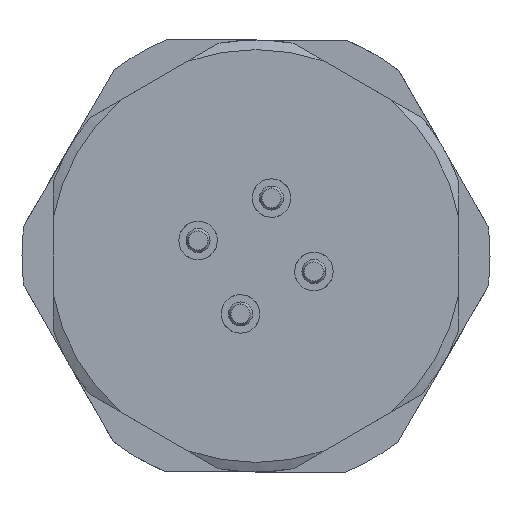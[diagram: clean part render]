
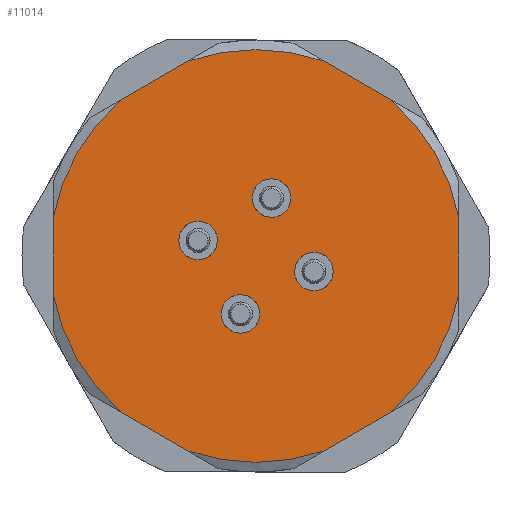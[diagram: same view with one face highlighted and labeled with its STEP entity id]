
A CAD part, front view. The second image highlights one B-rep face of the part: STEP entity #11014.
In plain terms, the highlighted planar face has unit normal (0, -1, 0).
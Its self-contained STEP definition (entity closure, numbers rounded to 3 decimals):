
#2872=CARTESIAN_POINT('',(5.61,-7.85,6.518));
#2874=CARTESIAN_POINT('',(2.84,-7.85,8.118));
#2894=CARTESIAN_POINT('',(0.,-7.85,0.));
#2895=DIRECTION('',(0.,1.,0.));
#2896=DIRECTION('',(0.652,0.,0.758));
#2897=AXIS2_PLACEMENT_3D('',#2894,#2895,#2896);
#2899=DIRECTION('',(0.,0.,-1.));
#2900=VECTOR('',#2899,3.198);
#2901=CARTESIAN_POINT('',(8.45,-7.85,1.599));
#2902=LINE('',#2901,#2900);
#2903=CARTESIAN_POINT('',(0.,-7.85,0.));
#2904=DIRECTION('',(0.,1.,0.));
#2905=DIRECTION('',(0.983,0.,-0.186));
#2906=AXIS2_PLACEMENT_3D('',#2903,#2904,#2905);
#2908=DIRECTION('',(-0.866,0.,-0.5));
#2909=VECTOR('',#2908,3.198);
#2910=CARTESIAN_POINT('',(5.61,-7.85,-6.518));
#2911=LINE('',#2910,#2909);
#2912=CARTESIAN_POINT('',(0.,-7.85,0.));
#2913=DIRECTION('',(0.,1.,0.));
#2914=DIRECTION('',(0.33,0.,-0.944));
#2915=AXIS2_PLACEMENT_3D('',#2912,#2913,#2914);
#2917=DIRECTION('',(-0.866,0.,0.5));
#2918=VECTOR('',#2917,3.198);
#2919=CARTESIAN_POINT('',(-2.84,-7.85,-8.118));
#2920=LINE('',#2919,#2918);
#2921=CARTESIAN_POINT('',(0.,-7.85,0.));
#2922=DIRECTION('',(0.,1.,0.));
#2923=DIRECTION('',(-0.652,0.,-0.758));
#2924=AXIS2_PLACEMENT_3D('',#2921,#2922,#2923);
#2926=DIRECTION('',(0.,0.,1.));
#2927=VECTOR('',#2926,3.198);
#2928=CARTESIAN_POINT('',(-8.45,-7.85,-1.599));
#2929=LINE('',#2928,#2927);
#2930=CARTESIAN_POINT('',(0.,-7.85,0.));
#2931=DIRECTION('',(0.,1.,0.));
#2932=DIRECTION('',(-0.983,0.,0.186));
#2933=AXIS2_PLACEMENT_3D('',#2930,#2931,#2932);
#2935=DIRECTION('',(0.866,0.,0.5));
#2936=VECTOR('',#2935,3.198);
#2937=CARTESIAN_POINT('',(-5.61,-7.85,6.518));
#2938=LINE('',#2937,#2936);
#2939=CARTESIAN_POINT('',(0.,-7.85,0.));
#2940=DIRECTION('',(0.,1.,0.));
#2941=DIRECTION('',(-0.33,0.,0.944));
#2942=AXIS2_PLACEMENT_3D('',#2939,#2940,#2941);
#2944=DIRECTION('',(0.866,0.,-0.5));
#2945=VECTOR('',#2944,3.198);
#2946=CARTESIAN_POINT('',(2.84,-7.85,8.118));
#2947=LINE('',#2946,#2945);
#2948=CARTESIAN_POINT('',(-2.415,-7.85,0.647));
#2949=DIRECTION('',(0.,-1.,0.));
#2950=DIRECTION('',(1.,0.,0.));
#2951=AXIS2_PLACEMENT_3D('',#2948,#2949,#2950);
#2953=CARTESIAN_POINT('',(-2.415,-7.85,0.647));
#2954=DIRECTION('',(0.,-1.,0.));
#2955=DIRECTION('',(-1.,0.,0.));
#2956=AXIS2_PLACEMENT_3D('',#2953,#2954,#2955);
#2958=CARTESIAN_POINT('',(0.647,-7.85,2.415));
#2959=DIRECTION('',(0.,-1.,0.));
#2960=DIRECTION('',(0.,0.,-1.));
#2961=AXIS2_PLACEMENT_3D('',#2958,#2959,#2960);
#2963=CARTESIAN_POINT('',(0.647,-7.85,2.415));
#2964=DIRECTION('',(0.,-1.,0.));
#2965=DIRECTION('',(0.,0.,1.));
#2966=AXIS2_PLACEMENT_3D('',#2963,#2964,#2965);
#2968=CARTESIAN_POINT('',(2.415,-7.85,-0.647));
#2969=DIRECTION('',(0.,-1.,0.));
#2970=DIRECTION('',(-1.,0.,0.));
#2971=AXIS2_PLACEMENT_3D('',#2968,#2969,#2970);
#2973=CARTESIAN_POINT('',(2.415,-7.85,-0.647));
#2974=DIRECTION('',(0.,-1.,0.));
#2975=DIRECTION('',(1.,0.,0.));
#2976=AXIS2_PLACEMENT_3D('',#2973,#2974,#2975);
#2978=CARTESIAN_POINT('',(-0.647,-7.85,-2.415));
#2979=DIRECTION('',(0.,-1.,0.));
#2980=DIRECTION('',(0.,0.,1.));
#2981=AXIS2_PLACEMENT_3D('',#2978,#2979,#2980);
#2983=CARTESIAN_POINT('',(-0.647,-7.85,-2.415));
#2984=DIRECTION('',(0.,-1.,0.));
#2985=DIRECTION('',(0.,0.,-1.));
#2986=AXIS2_PLACEMENT_3D('',#2983,#2984,#2985);
#3013=CARTESIAN_POINT('',(8.45,-7.85,1.599));
#3035=CARTESIAN_POINT('',(5.61,-7.85,-6.518));
#3111=CARTESIAN_POINT('',(-2.84,-7.85,8.118));
#3140=CARTESIAN_POINT('',(-8.45,-7.85,-1.599));
#3170=CARTESIAN_POINT('',(-5.61,-7.85,-6.518));
#3172=CARTESIAN_POINT('',(-2.84,-7.85,-8.118));
#7718=VERTEX_POINT('',#3111);
#7719=CARTESIAN_POINT('',(-5.61,-7.85,6.518));
#7720=VERTEX_POINT('',#7719);
#7723=CARTESIAN_POINT('',(-8.45,-7.85,1.599));
#7724=VERTEX_POINT('',#7723);
#7727=VERTEX_POINT('',#2874);
#7734=VERTEX_POINT('',#3140);
#7735=VERTEX_POINT('',#3170);
#7740=VERTEX_POINT('',#3172);
#7741=CARTESIAN_POINT('',(2.84,-7.85,-8.118));
#7742=VERTEX_POINT('',#7741);
#7747=VERTEX_POINT('',#3035);
#7748=CARTESIAN_POINT('',(8.45,-7.85,-1.599));
#7749=VERTEX_POINT('',#7748);
#7751=VERTEX_POINT('',#2872);
#7756=VERTEX_POINT('',#3013);
#7757=CARTESIAN_POINT('',(-0.647,-7.85,-1.615));
#7759=VERTEX_POINT('',#7757);
#7765=CARTESIAN_POINT('',(-0.647,-7.85,-3.215));
#7766=VERTEX_POINT('',#7765);
#7789=CARTESIAN_POINT('',(-1.615,-7.85,0.647));
#7791=VERTEX_POINT('',#7789);
#7797=CARTESIAN_POINT('',(-3.215,-7.85,0.647));
#7798=VERTEX_POINT('',#7797);
#7821=CARTESIAN_POINT('',(0.647,-7.85,1.615));
#7823=VERTEX_POINT('',#7821);
#7829=CARTESIAN_POINT('',(0.647,-7.85,3.215));
#7830=VERTEX_POINT('',#7829);
#7853=CARTESIAN_POINT('',(1.615,-7.85,-0.647));
#7855=VERTEX_POINT('',#7853);
#7861=CARTESIAN_POINT('',(3.215,-7.85,-0.647));
#7862=VERTEX_POINT('',#7861);
#10961=CARTESIAN_POINT('',(-7.75,-7.85,0.));
#10962=DIRECTION('',(0.,-1.,0.));
#10963=DIRECTION('',(-1.,0.,0.));
#10964=AXIS2_PLACEMENT_3D('',#10961,#10962,#10963);
#10965=PLANE('',#10964);
#10967=ORIENTED_EDGE('',*,*,#10966,.T.);
#10969=ORIENTED_EDGE('',*,*,#10968,.T.);
#10971=ORIENTED_EDGE('',*,*,#10970,.T.);
#10973=ORIENTED_EDGE('',*,*,#10972,.T.);
#10975=ORIENTED_EDGE('',*,*,#10974,.T.);
#10977=ORIENTED_EDGE('',*,*,#10976,.T.);
#10979=ORIENTED_EDGE('',*,*,#10978,.T.);
#10981=ORIENTED_EDGE('',*,*,#10980,.T.);
#10983=ORIENTED_EDGE('',*,*,#10982,.T.);
#10985=ORIENTED_EDGE('',*,*,#10984,.T.);
#10986=ORIENTED_EDGE('',*,*,#10954,.T.);
#10987=ORIENTED_EDGE('',*,*,#10924,.T.);
#10988=EDGE_LOOP('',(#10967,#10969,#10971,#10973,#10975,#10977,#10979,#10981,
#10983,#10985,#10986,#10987));
#10989=FACE_OUTER_BOUND('',#10988,.F.);
#10991=ORIENTED_EDGE('',*,*,#10990,.T.);
#10993=ORIENTED_EDGE('',*,*,#10992,.T.);
#10994=EDGE_LOOP('',(#10991,#10993));
#10995=FACE_BOUND('',#10994,.F.);
#10997=ORIENTED_EDGE('',*,*,#10996,.T.);
#10999=ORIENTED_EDGE('',*,*,#10998,.T.);
#11000=EDGE_LOOP('',(#10997,#10999));
#11001=FACE_BOUND('',#11000,.F.);
#11003=ORIENTED_EDGE('',*,*,#11002,.T.);
#11005=ORIENTED_EDGE('',*,*,#11004,.T.);
#11006=EDGE_LOOP('',(#11003,#11005));
#11007=FACE_BOUND('',#11006,.F.);
#11009=ORIENTED_EDGE('',*,*,#11008,.T.);
#11011=ORIENTED_EDGE('',*,*,#11010,.T.);
#11012=EDGE_LOOP('',(#11009,#11011));
#11013=FACE_BOUND('',#11012,.F.);
#11014=ADVANCED_FACE('',(#10989,#10995,#11001,#11007,#11013),#10965,.T.);
#2898=CIRCLE('',#2897,8.6);
#2907=CIRCLE('',#2906,8.6);
#2916=CIRCLE('',#2915,8.6);
#2925=CIRCLE('',#2924,8.6);
#2934=CIRCLE('',#2933,8.6);
#2943=CIRCLE('',#2942,8.6);
#2952=CIRCLE('',#2951,0.8);
#2957=CIRCLE('',#2956,0.8);
#2962=CIRCLE('',#2961,0.8);
#2967=CIRCLE('',#2966,0.8);
#2972=CIRCLE('',#2971,0.8);
#2977=CIRCLE('',#2976,0.8);
#2982=CIRCLE('',#2981,0.8);
#2987=CIRCLE('',#2986,0.8);
#10924=EDGE_CURVE('',#7727,#7751,#2947,.T.);
#10954=EDGE_CURVE('',#7718,#7727,#2943,.T.);
#10966=EDGE_CURVE('',#7751,#7756,#2898,.T.);
#10968=EDGE_CURVE('',#7756,#7749,#2902,.T.);
#10970=EDGE_CURVE('',#7749,#7747,#2907,.T.);
#10972=EDGE_CURVE('',#7747,#7742,#2911,.T.);
#10974=EDGE_CURVE('',#7742,#7740,#2916,.T.);
#10976=EDGE_CURVE('',#7740,#7735,#2920,.T.);
#10978=EDGE_CURVE('',#7735,#7734,#2925,.T.);
#10980=EDGE_CURVE('',#7734,#7724,#2929,.T.);
#10982=EDGE_CURVE('',#7724,#7720,#2934,.T.);
#10984=EDGE_CURVE('',#7720,#7718,#2938,.T.);
#10990=EDGE_CURVE('',#7791,#7798,#2952,.T.);
#10992=EDGE_CURVE('',#7798,#7791,#2957,.T.);
#10996=EDGE_CURVE('',#7823,#7830,#2962,.T.);
#10998=EDGE_CURVE('',#7830,#7823,#2967,.T.);
#11002=EDGE_CURVE('',#7855,#7862,#2972,.T.);
#11004=EDGE_CURVE('',#7862,#7855,#2977,.T.);
#11008=EDGE_CURVE('',#7759,#7766,#2982,.T.);
#11010=EDGE_CURVE('',#7766,#7759,#2987,.T.);
